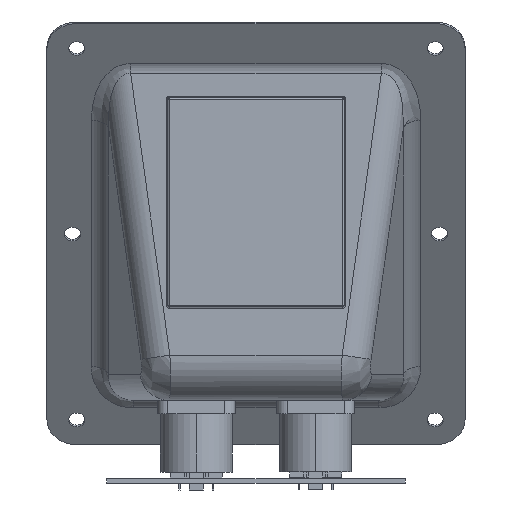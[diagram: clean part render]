
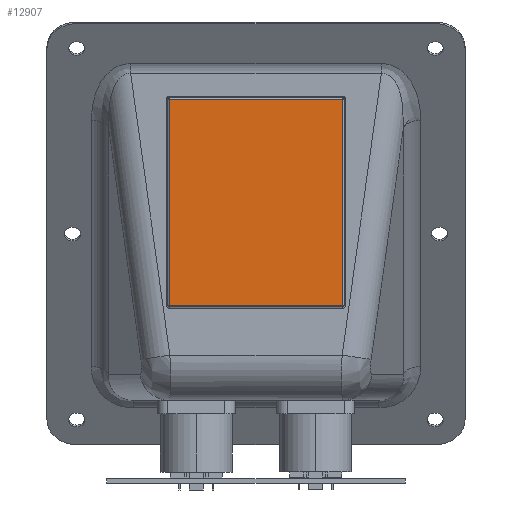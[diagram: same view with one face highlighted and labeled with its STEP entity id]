
A CAD part, front view. The second image highlights one B-rep face of the part: STEP entity #12907.
In plain terms, the highlighted face is planar.
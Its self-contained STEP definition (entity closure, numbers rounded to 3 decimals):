
#12907 = ADVANCED_FACE('',(#12908),#12922,.T.);
#12908 = FACE_BOUND('',#12909,.T.);
#12909 = EDGE_LOOP('',(#12910,#12945,#12973,#13001));
#12910 = ORIENTED_EDGE('',*,*,#12911,.T.);
#12911 = EDGE_CURVE('',#12912,#12914,#12916,.T.);
#12912 = VERTEX_POINT('',#12913);
#12913 = CARTESIAN_POINT('',(26.5,71.788,-45.192));
#12914 = VERTEX_POINT('',#12915);
#12915 = CARTESIAN_POINT('',(26.5,128.992,-6.608));
#12916 = SURFACE_CURVE('',#12917,(#12921,#12933),.PCURVE_S1.);
#12917 = LINE('',#12918,#12919);
#12918 = CARTESIAN_POINT('',(26.5,129.406,-6.328));
#12919 = VECTOR('',#12920,1.);
#12920 = DIRECTION('',(0.,0.829,0.559
    ));
#12921 = PCURVE('',#12922,#12927);
#12922 = PLANE('',#12923);
#12923 = AXIS2_PLACEMENT_3D('',#12924,#12925,#12926);
#12924 = CARTESIAN_POINT('',(0.,43.399,-64.341));
#12925 = DIRECTION('',(0.,0.559,-0.829));
#12926 = DIRECTION('',(0.,0.829,0.559));
#12927 = DEFINITIONAL_REPRESENTATION('',(#12928),#12932);
#12928 = LINE('',#12929,#12930);
#12929 = CARTESIAN_POINT('',(103.744,26.5));
#12930 = VECTOR('',#12931,1.);
#12931 = DIRECTION('',(1.,0.));
#12932 = ( GEOMETRIC_REPRESENTATION_CONTEXT(2) 
PARAMETRIC_REPRESENTATION_CONTEXT() REPRESENTATION_CONTEXT('2D SPACE',''
  ) );
#12933 = PCURVE('',#12934,#12939);
#12934 = CYLINDRICAL_SURFACE('',#12935,0.5);
#12935 = AXIS2_PLACEMENT_3D('',#12936,#12937,#12938);
#12936 = CARTESIAN_POINT('',(26.5,43.119,-63.927));
#12937 = DIRECTION('',(0.,-0.829,
    -0.559));
#12938 = DIRECTION('',(0.,0.559,
    -0.829));
#12939 = DEFINITIONAL_REPRESENTATION('',(#12940),#12944);
#12940 = LINE('',#12941,#12942);
#12941 = CARTESIAN_POINT('',(6.283,-103.744));
#12942 = VECTOR('',#12943,1.);
#12943 = DIRECTION('',(0.,-1.));
#12944 = ( GEOMETRIC_REPRESENTATION_CONTEXT(2) 
PARAMETRIC_REPRESENTATION_CONTEXT() REPRESENTATION_CONTEXT('2D SPACE',''
  ) );
#12945 = ORIENTED_EDGE('',*,*,#12946,.T.);
#12946 = EDGE_CURVE('',#12914,#12947,#12949,.T.);
#12947 = VERTEX_POINT('',#12948);
#12948 = CARTESIAN_POINT('',(84.5,128.992,-6.608));
#12949 = SURFACE_CURVE('',#12950,(#12954,#12961),.PCURVE_S1.);
#12950 = LINE('',#12951,#12952);
#12951 = CARTESIAN_POINT('',(85.,128.992,-6.608));
#12952 = VECTOR('',#12953,1.);
#12953 = DIRECTION('',(1.,0.,0.));
#12954 = PCURVE('',#12922,#12955);
#12955 = DEFINITIONAL_REPRESENTATION('',(#12956),#12960);
#12956 = LINE('',#12957,#12958);
#12957 = CARTESIAN_POINT('',(103.244,85.));
#12958 = VECTOR('',#12959,1.);
#12959 = DIRECTION('',(0.,1.));
#12960 = ( GEOMETRIC_REPRESENTATION_CONTEXT(2) 
PARAMETRIC_REPRESENTATION_CONTEXT() REPRESENTATION_CONTEXT('2D SPACE',''
  ) );
#12961 = PCURVE('',#12962,#12967);
#12962 = CYLINDRICAL_SURFACE('',#12963,0.5);
#12963 = AXIS2_PLACEMENT_3D('',#12964,#12965,#12966);
#12964 = CARTESIAN_POINT('',(0.,128.712,-6.193));
#12965 = DIRECTION('',(-1.,0.,0.));
#12966 = DIRECTION('',(0.,0.,1.));
#12967 = DEFINITIONAL_REPRESENTATION('',(#12968),#12972);
#12968 = LINE('',#12969,#12970);
#12969 = CARTESIAN_POINT('',(2.548,-85.));
#12970 = VECTOR('',#12971,1.);
#12971 = DIRECTION('',(0.,-1.));
#12972 = ( GEOMETRIC_REPRESENTATION_CONTEXT(2) 
PARAMETRIC_REPRESENTATION_CONTEXT() REPRESENTATION_CONTEXT('2D SPACE',''
  ) );
#12973 = ORIENTED_EDGE('',*,*,#12974,.T.);
#12974 = EDGE_CURVE('',#12947,#12975,#12977,.T.);
#12975 = VERTEX_POINT('',#12976);
#12976 = CARTESIAN_POINT('',(84.5,71.788,-45.192));
#12977 = SURFACE_CURVE('',#12978,(#12982,#12989),.PCURVE_S1.);
#12978 = LINE('',#12979,#12980);
#12979 = CARTESIAN_POINT('',(84.5,71.373,-45.472));
#12980 = VECTOR('',#12981,1.);
#12981 = DIRECTION('',(0.,-0.829,-0.559));
#12982 = PCURVE('',#12922,#12983);
#12983 = DEFINITIONAL_REPRESENTATION('',(#12984),#12988);
#12984 = LINE('',#12985,#12986);
#12985 = CARTESIAN_POINT('',(33.744,84.5));
#12986 = VECTOR('',#12987,1.);
#12987 = DIRECTION('',(-1.,0.));
#12988 = ( GEOMETRIC_REPRESENTATION_CONTEXT(2) 
PARAMETRIC_REPRESENTATION_CONTEXT() REPRESENTATION_CONTEXT('2D SPACE',''
  ) );
#12989 = PCURVE('',#12990,#12995);
#12990 = CYLINDRICAL_SURFACE('',#12991,0.5);
#12991 = AXIS2_PLACEMENT_3D('',#12992,#12993,#12994);
#12992 = CARTESIAN_POINT('',(84.5,43.119,-63.927));
#12993 = DIRECTION('',(0.,0.829,0.559));
#12994 = DIRECTION('',(0.,-0.559,0.829));
#12995 = DEFINITIONAL_REPRESENTATION('',(#12996),#13000);
#12996 = LINE('',#12997,#12998);
#12997 = CARTESIAN_POINT('',(3.142,33.744));
#12998 = VECTOR('',#12999,1.);
#12999 = DIRECTION('',(0.,-1.));
#13000 = ( GEOMETRIC_REPRESENTATION_CONTEXT(2) 
PARAMETRIC_REPRESENTATION_CONTEXT() REPRESENTATION_CONTEXT('2D SPACE',''
  ) );
#13001 = ORIENTED_EDGE('',*,*,#13002,.T.);
#13002 = EDGE_CURVE('',#12975,#12912,#13003,.T.);
#13003 = SURFACE_CURVE('',#13004,(#13008,#13015),.PCURVE_S1.);
#13004 = LINE('',#13005,#13006);
#13005 = CARTESIAN_POINT('',(26.,71.788,-45.192));
#13006 = VECTOR('',#13007,1.);
#13007 = DIRECTION('',(-1.,0.,0.));
#13008 = PCURVE('',#12922,#13009);
#13009 = DEFINITIONAL_REPRESENTATION('',(#13010),#13014);
#13010 = LINE('',#13011,#13012);
#13011 = CARTESIAN_POINT('',(34.244,26.));
#13012 = VECTOR('',#13013,1.);
#13013 = DIRECTION('',(0.,-1.));
#13014 = ( GEOMETRIC_REPRESENTATION_CONTEXT(2) 
PARAMETRIC_REPRESENTATION_CONTEXT() REPRESENTATION_CONTEXT('2D SPACE',''
  ) );
#13015 = PCURVE('',#13016,#13021);
#13016 = CYLINDRICAL_SURFACE('',#13017,0.5);
#13017 = AXIS2_PLACEMENT_3D('',#13018,#13019,#13020);
#13018 = CARTESIAN_POINT('',(0.,71.508,-44.778));
#13019 = DIRECTION('',(1.,0.,0.));
#13020 = DIRECTION('',(0.,0.,-1.));
#13021 = DEFINITIONAL_REPRESENTATION('',(#13022),#13026);
#13022 = LINE('',#13023,#13024);
#13023 = CARTESIAN_POINT('',(6.877,26.));
#13024 = VECTOR('',#13025,1.);
#13025 = DIRECTION('',(0.,-1.));
#13026 = ( GEOMETRIC_REPRESENTATION_CONTEXT(2) 
PARAMETRIC_REPRESENTATION_CONTEXT() REPRESENTATION_CONTEXT('2D SPACE',''
  ) );
